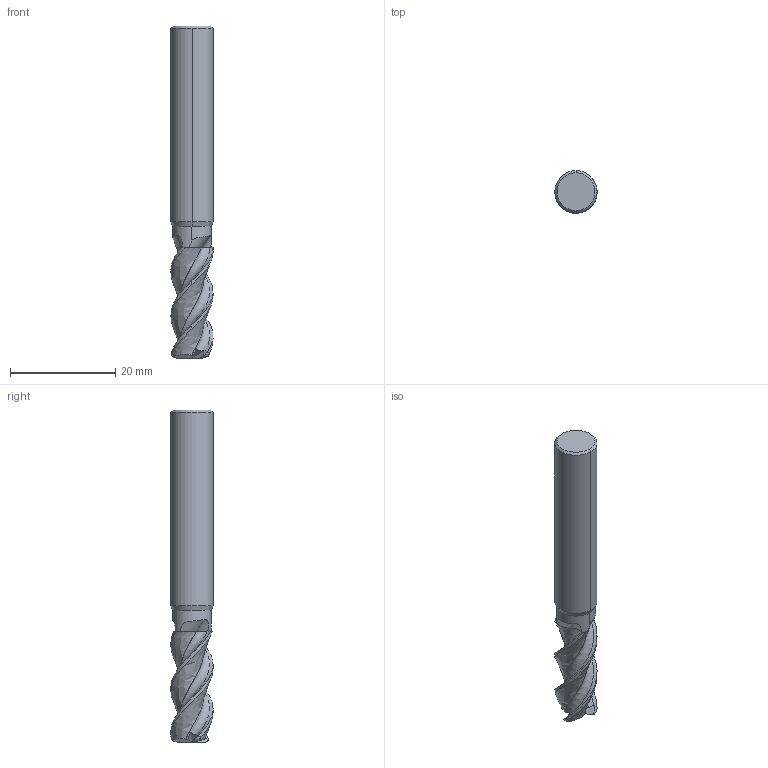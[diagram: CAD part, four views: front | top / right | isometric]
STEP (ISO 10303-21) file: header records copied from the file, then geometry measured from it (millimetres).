
FILE_DESCRIPTION(('no description'),'unknown implementation level');
FILE_NAME('EXN1-M06-0003-8_1-Detail.stp',' ',('CIMSOURCE GmbH'),('CADClick - KiM GmbH - www.kimweb.de'),'unknown preprocess','ACIS','unknown authorization');
FILE_SCHEMA(('automotive_design'));
Length unit declared in the file: millimetre
Products named in the file (2): NOCUT; CUT
Bounding box: 8 x 8 x 63 mm (x, y, z)
Volume: 2624.9 mm3; surface area: 1719.5 mm2
Topology: 2 solids, 2 shells, 81 faces, 222 edges, 141 vertices
Faces by surface type: plane 25, bspline 24, cone 16, revolution 9, cylinder 4, torus 3
Entity records: 14617 total; most frequent: CARTESIAN_POINT 10393, STYLED_ITEM 442, PRESENTATION_STYLE_ASSIGNMENT 442, COLOUR_RGB 442, ORIENTED_EDGE 436, DIRECTION 243, EDGE_CURVE 218, CURVE_STYLE 218
